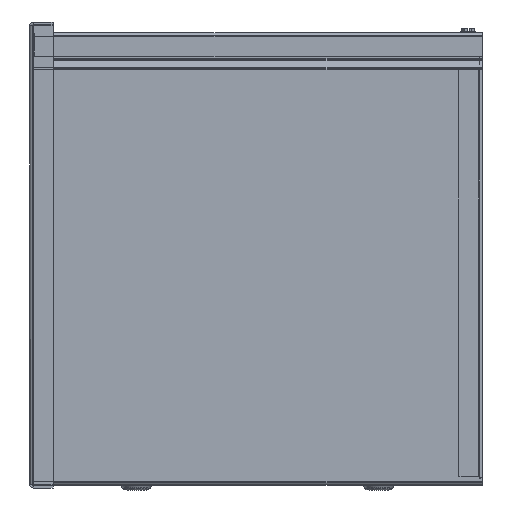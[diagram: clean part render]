
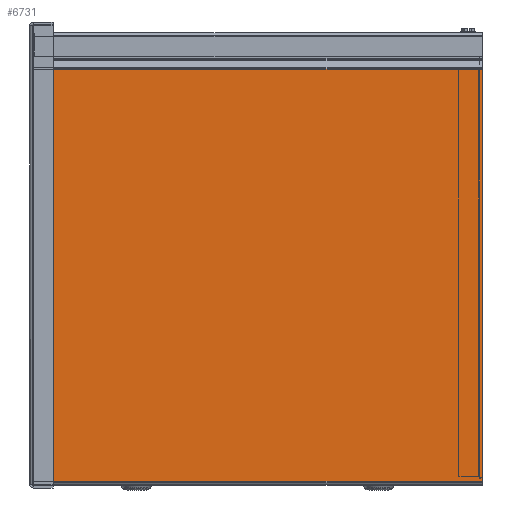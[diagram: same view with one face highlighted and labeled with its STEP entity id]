
A CAD part, left-side view. The second image highlights one B-rep face of the part: STEP entity #6731.
In plain terms, the highlighted planar face has unit normal (-1, 0, 0).
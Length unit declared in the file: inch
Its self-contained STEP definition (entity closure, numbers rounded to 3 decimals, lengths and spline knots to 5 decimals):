
#484=LINE('',#9881,#982);
#487=LINE('',#9887,#985);
#495=LINE('',#9910,#993);
#496=LINE('',#9914,#994);
#982=VECTOR('',#8065,12.0625);
#985=VECTOR('',#8070,11.04841);
#993=VECTOR('',#8102,12.0625);
#994=VECTOR('',#8109,11.04841);
#1459=PLANE('',#7207);
#1788=FACE_OUTER_BOUND('',#2223,.T.);
#2223=EDGE_LOOP('',(#4657,#4658,#4659,#4660));
#2921=VERTEX_POINT('',#9869);
#2922=VERTEX_POINT('',#9873);
#2924=VERTEX_POINT('',#9885);
#2927=VERTEX_POINT('',#9909);
#3563=EDGE_CURVE('',#2921,#2922,#484,.T.);
#3566=EDGE_CURVE('',#2924,#2922,#487,.T.);
#3578=EDGE_CURVE('',#2924,#2927,#495,.T.);
#3581=EDGE_CURVE('',#2921,#2927,#496,.T.);
#4657=ORIENTED_EDGE('',*,*,#3563,.T.);
#4658=ORIENTED_EDGE('',*,*,#3566,.F.);
#4659=ORIENTED_EDGE('',*,*,#3578,.T.);
#4660=ORIENTED_EDGE('',*,*,#3581,.F.);
#6731=ADVANCED_FACE('',(#1788),#1459,.F.);
#7207=AXIS2_PLACEMENT_3D('',#9922,#8121,#8122);
#8065=DIRECTION('',(0.,1.,0.));
#8070=DIRECTION('',(0.,0.,1.));
#8102=DIRECTION('',(0.,-1.,0.));
#8109=DIRECTION('',(0.,0.,-1.));
#8121=DIRECTION('center_axis',(1.,0.,0.));
#8122=DIRECTION('ref_axis',(0.,0.,-1.));
#9869=CARTESIAN_POINT('',(-24.0625,-6.03125,11.15366));
#9873=CARTESIAN_POINT('',(-24.0625,6.03125,11.15366));
#9881=CARTESIAN_POINT('',(-24.0625,3.01563,11.15366));
#9885=CARTESIAN_POINT('',(-24.0625,6.03125,0.10525));
#9887=CARTESIAN_POINT('',(-24.0625,6.03125,0.10525));
#9909=CARTESIAN_POINT('',(-24.0625,-6.03125,0.10525));
#9910=CARTESIAN_POINT('',(-24.0625,0.,0.10525));
#9914=CARTESIAN_POINT('',(-24.0625,-6.03125,-0.04012));
#9922=CARTESIAN_POINT('Origin',(-24.0625,0.,5.60378));
